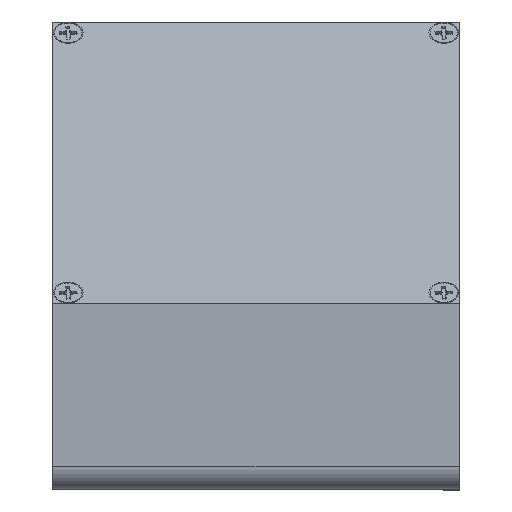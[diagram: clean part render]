
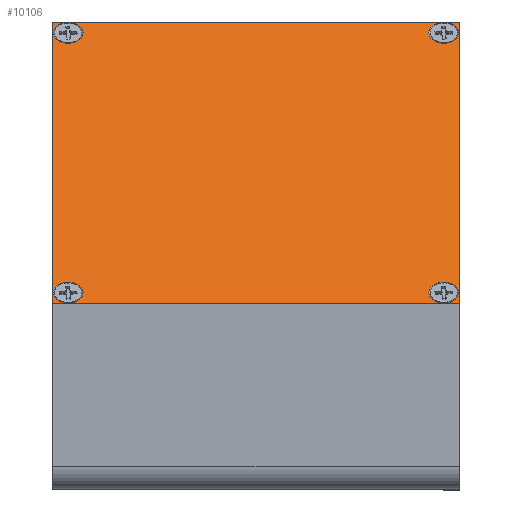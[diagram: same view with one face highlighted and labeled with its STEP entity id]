
A CAD part, top view. The second image highlights one B-rep face of the part: STEP entity #10106.
In plain terms, the highlighted planar face has unit normal (0, 0.707, 0.707).
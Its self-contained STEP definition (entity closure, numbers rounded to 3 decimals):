
#181 = DIRECTION ( 'NONE',  ( 0., -0.707, 0.707 ) ) ;
#193 = VECTOR ( 'NONE', #8672, 1000. ) ;
#231 = CIRCLE ( 'NONE', #2542, 1.95 ) ;
#406 = ORIENTED_EDGE ( 'NONE', *, *, #12113, .T. ) ;
#458 = VECTOR ( 'NONE', #9414, 1000. ) ;
#547 = CARTESIAN_POINT ( 'NONE',  ( -24.5, 24.266, 60.965 ) ) ;
#705 = EDGE_LOOP ( 'NONE', ( #1300, #11593 ) ) ;
#1002 = EDGE_CURVE ( 'NONE', #9722, #4931, #5169, .T. ) ;
#1152 = CARTESIAN_POINT ( 'NONE',  ( 24.5, 59.586, 25.645 ) ) ;
#1203 = EDGE_CURVE ( 'NONE', #2669, #3750, #6121, .T. ) ;
#1248 = DIRECTION ( 'NONE',  ( 0., -0.707, 0.707 ) ) ;
#1300 = ORIENTED_EDGE ( 'NONE', *, *, #10905, .F. ) ;
#1520 = DIRECTION ( 'NONE',  ( 0., 0.707, 0.707 ) ) ;
#1748 = ORIENTED_EDGE ( 'NONE', *, *, #6251, .F. ) ;
#1824 = CARTESIAN_POINT ( 'NONE',  ( -24.5, 59.586, 25.645 ) ) ;
#1834 = ORIENTED_EDGE ( 'NONE', *, *, #1002, .F. ) ;
#2150 = EDGE_CURVE ( 'NONE', #4931, #9722, #231, .T. ) ;
#2347 = EDGE_CURVE ( 'NONE', #11633, #2927, #8980, .T. ) ;
#2438 = DIRECTION ( 'NONE',  ( 0., 0.707, -0.707 ) ) ;
#2527 = AXIS2_PLACEMENT_3D ( 'NONE', #2808, #2850, #10029 ) ;
#2542 = AXIS2_PLACEMENT_3D ( 'NONE', #7453, #8571, #1248 ) ;
#2669 = VERTEX_POINT ( 'NONE', #5574 ) ;
#2709 = FACE_BOUND ( 'NONE', #6779, .T. ) ;
#2733 = ORIENTED_EDGE ( 'NONE', *, *, #10508, .F. ) ;
#2759 = CARTESIAN_POINT ( 'NONE',  ( 24.5, 58.207, 27.024 ) ) ;
#2808 = CARTESIAN_POINT ( 'NONE',  ( 24.5, 25.645, 59.586 ) ) ;
#2850 = DIRECTION ( 'NONE',  ( 0., 0.707, 0.707 ) ) ;
#2906 = VECTOR ( 'NONE', #12540, 1000. ) ;
#2927 = VERTEX_POINT ( 'NONE', #12122 ) ;
#2931 = CIRCLE ( 'NONE', #11604, 1.95 ) ;
#3157 = DIRECTION ( 'NONE',  ( 0., 0.707, 0.707 ) ) ;
#3172 = DIRECTION ( 'NONE',  ( 0., 0.707, 0.707 ) ) ;
#3323 = VERTEX_POINT ( 'NONE', #5776 ) ;
#3394 = VECTOR ( 'NONE', #2438, 1000. ) ;
#3582 = AXIS2_PLACEMENT_3D ( 'NONE', #9354, #3172, #7419 ) ;
#3750 = VERTEX_POINT ( 'NONE', #10787 ) ;
#3838 = AXIS2_PLACEMENT_3D ( 'NONE', #3977, #8140, #10171 ) ;
#3909 = EDGE_CURVE ( 'NONE', #13231, #5472, #8639, .T. ) ;
#3977 = CARTESIAN_POINT ( 'NONE',  ( -24.5, 59.586, 25.645 ) ) ;
#3990 = AXIS2_PLACEMENT_3D ( 'NONE', #4273, #7402, #8462 ) ;
#4048 = EDGE_CURVE ( 'NONE', #3323, #2669, #8137, .T. ) ;
#4235 = CARTESIAN_POINT ( 'NONE',  ( 26.5, 24.23, 61. ) ) ;
#4273 = CARTESIAN_POINT ( 'NONE',  ( -24.5, 25.645, 59.586 ) ) ;
#4607 = PLANE ( 'NONE',  #13295 ) ;
#4931 = VERTEX_POINT ( 'NONE', #9050 ) ;
#5122 = FACE_BOUND ( 'NONE', #5647, .T. ) ;
#5150 = ORIENTED_EDGE ( 'NONE', *, *, #7687, .F. ) ;
#5169 = CIRCLE ( 'NONE', #2527, 1.95 ) ;
#5283 = EDGE_LOOP ( 'NONE', ( #8631, #5425, #406, #5587 ) ) ;
#5413 = CARTESIAN_POINT ( 'NONE',  ( 24.5, 59.586, 25.645 ) ) ;
#5425 = ORIENTED_EDGE ( 'NONE', *, *, #8984, .T. ) ;
#5472 = VERTEX_POINT ( 'NONE', #547 ) ;
#5528 = AXIS2_PLACEMENT_3D ( 'NONE', #5413, #6477, #8343 ) ;
#5574 = CARTESIAN_POINT ( 'NONE',  ( -26.5, 61., 24.23 ) ) ;
#5587 = ORIENTED_EDGE ( 'NONE', *, *, #4048, .T. ) ;
#5647 = EDGE_LOOP ( 'NONE', ( #1834, #6887 ) ) ;
#5750 = CIRCLE ( 'NONE', #3990, 1.95 ) ;
#5776 = CARTESIAN_POINT ( 'NONE',  ( 26.5, 61., 24.23 ) ) ;
#6121 = LINE ( 'NONE', #6267, #2906 ) ;
#6233 = VERTEX_POINT ( 'NONE', #7743 ) ;
#6251 = EDGE_CURVE ( 'NONE', #6233, #6690, #9627, .T. ) ;
#6267 = CARTESIAN_POINT ( 'NONE',  ( -26.5, 24.23, 61. ) ) ;
#6449 = EDGE_LOOP ( 'NONE', ( #2733, #7344 ) ) ;
#6477 = DIRECTION ( 'NONE',  ( 0., 0.707, 0.707 ) ) ;
#6665 = CARTESIAN_POINT ( 'NONE',  ( 0., 42.615, 42.615 ) ) ;
#6690 = VERTEX_POINT ( 'NONE', #2759 ) ;
#6779 = EDGE_LOOP ( 'NONE', ( #5150, #1748 ) ) ;
#6887 = ORIENTED_EDGE ( 'NONE', *, *, #2150, .F. ) ;
#7030 = CIRCLE ( 'NONE', #3838, 1.95 ) ;
#7344 = ORIENTED_EDGE ( 'NONE', *, *, #3909, .F. ) ;
#7390 = CARTESIAN_POINT ( 'NONE',  ( 26.5, 24.23, 61. ) ) ;
#7402 = DIRECTION ( 'NONE',  ( 0., 0.707, 0.707 ) ) ;
#7419 = DIRECTION ( 'NONE',  ( 0., -0.707, 0.707 ) ) ;
#7453 = CARTESIAN_POINT ( 'NONE',  ( 24.5, 25.645, 59.586 ) ) ;
#7632 = VERTEX_POINT ( 'NONE', #4235 ) ;
#7687 = EDGE_CURVE ( 'NONE', #6690, #6233, #2931, .T. ) ;
#7709 = FACE_BOUND ( 'NONE', #6449, .T. ) ;
#7743 = CARTESIAN_POINT ( 'NONE',  ( 24.5, 60.965, 24.266 ) ) ;
#8137 = LINE ( 'NONE', #9667, #193 ) ;
#8140 = DIRECTION ( 'NONE',  ( 0., 0.707, 0.707 ) ) ;
#8343 = DIRECTION ( 'NONE',  ( 0., -0.707, 0.707 ) ) ;
#8462 = DIRECTION ( 'NONE',  ( 0., -0.707, 0.707 ) ) ;
#8571 = DIRECTION ( 'NONE',  ( 0., 0.707, 0.707 ) ) ;
#8631 = ORIENTED_EDGE ( 'NONE', *, *, #1203, .T. ) ;
#8639 = CIRCLE ( 'NONE', #3582, 1.95 ) ;
#8670 = DIRECTION ( 'NONE',  ( 0., -0.707, 0.707 ) ) ;
#8672 = DIRECTION ( 'NONE',  ( -1., 0., 0. ) ) ;
#8689 = CARTESIAN_POINT ( 'NONE',  ( -24.5, 27.024, 58.207 ) ) ;
#8741 = LINE ( 'NONE', #12821, #3394 ) ;
#8980 = CIRCLE ( 'NONE', #12321, 1.95 ) ;
#8984 = EDGE_CURVE ( 'NONE', #3750, #7632, #10345, .T. ) ;
#9050 = CARTESIAN_POINT ( 'NONE',  ( 24.5, 27.024, 58.207 ) ) ;
#9055 = DIRECTION ( 'NONE',  ( 0., -0.707, 0.707 ) ) ;
#9253 = CARTESIAN_POINT ( 'NONE',  ( -24.5, 60.965, 24.266 ) ) ;
#9354 = CARTESIAN_POINT ( 'NONE',  ( -24.5, 25.645, 59.586 ) ) ;
#9414 = DIRECTION ( 'NONE',  ( 1., 0., 0. ) ) ;
#9627 = CIRCLE ( 'NONE', #5528, 1.95 ) ;
#9667 = CARTESIAN_POINT ( 'NONE',  ( 26.5, 61., 24.23 ) ) ;
#9722 = VERTEX_POINT ( 'NONE', #10073 ) ;
#10029 = DIRECTION ( 'NONE',  ( 0., -0.707, 0.707 ) ) ;
#10073 = CARTESIAN_POINT ( 'NONE',  ( 24.5, 24.266, 60.965 ) ) ;
#10106 = ADVANCED_FACE ( 'NONE', ( #10775, #2709, #7709, #5122, #13086 ), #4607, .T. ) ;
#10138 = DIRECTION ( 'NONE',  ( 0., 0.707, 0.707 ) ) ;
#10171 = DIRECTION ( 'NONE',  ( 0., -0.707, 0.707 ) ) ;
#10345 = LINE ( 'NONE', #7390, #458 ) ;
#10508 = EDGE_CURVE ( 'NONE', #5472, #13231, #5750, .T. ) ;
#10775 = FACE_BOUND ( 'NONE', #705, .T. ) ;
#10787 = CARTESIAN_POINT ( 'NONE',  ( -26.5, 24.23, 61. ) ) ;
#10905 = EDGE_CURVE ( 'NONE', #2927, #11633, #7030, .T. ) ;
#11593 = ORIENTED_EDGE ( 'NONE', *, *, #2347, .F. ) ;
#11604 = AXIS2_PLACEMENT_3D ( 'NONE', #1152, #3157, #181 ) ;
#11633 = VERTEX_POINT ( 'NONE', #9253 ) ;
#12113 = EDGE_CURVE ( 'NONE', #7632, #3323, #8741, .T. ) ;
#12122 = CARTESIAN_POINT ( 'NONE',  ( -24.5, 58.207, 27.024 ) ) ;
#12321 = AXIS2_PLACEMENT_3D ( 'NONE', #1824, #10138, #9055 ) ;
#12540 = DIRECTION ( 'NONE',  ( 0., -0.707, 0.707 ) ) ;
#12821 = CARTESIAN_POINT ( 'NONE',  ( 26.5, 24.23, 61. ) ) ;
#13086 = FACE_OUTER_BOUND ( 'NONE', #5283, .T. ) ;
#13231 = VERTEX_POINT ( 'NONE', #8689 ) ;
#13295 = AXIS2_PLACEMENT_3D ( 'NONE', #6665, #1520, #8670 ) ;
